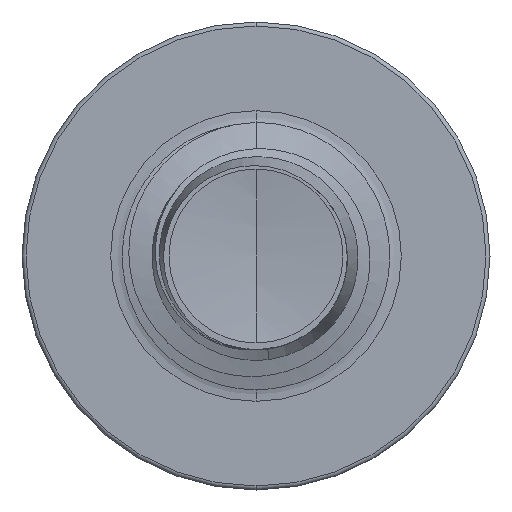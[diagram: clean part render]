
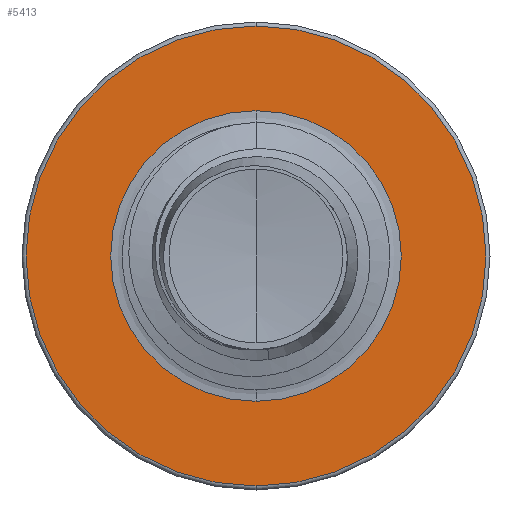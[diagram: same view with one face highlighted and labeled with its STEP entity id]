
A CAD part, front view. The second image highlights one B-rep face of the part: STEP entity #5413.
In plain terms, the highlighted planar face has unit normal (0, -1, 0).
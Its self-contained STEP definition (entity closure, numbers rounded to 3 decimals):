
#444 = FACE_BOUND ( 'NONE', #6948, .T. ) ;
#608 = CIRCLE ( 'NONE', #7595, 2.174 ) ;
#687 = DIRECTION ( 'NONE',  ( 0., 0., 1. ) ) ;
#704 = DIRECTION ( 'NONE',  ( 0., 1., 0. ) ) ;
#715 = CARTESIAN_POINT ( 'NONE',  ( 0., 3., 0. ) ) ;
#750 = CIRCLE ( 'NONE', #7582, 3.44 ) ;
#1065 = FACE_OUTER_BOUND ( 'NONE', #8996, .T. ) ;
#1111 = EDGE_CURVE ( 'NONE', #5353, #4808, #1239, .T. ) ;
#1239 = CIRCLE ( 'NONE', #7821, 3.44 ) ;
#1556 = CARTESIAN_POINT ( 'NONE',  ( 0., 3., 2.174 ) ) ;
#1830 = CARTESIAN_POINT ( 'NONE',  ( 0., 3., 0. ) ) ;
#1949 = VERTEX_POINT ( 'NONE', #1556 ) ;
#2057 = ORIENTED_EDGE ( 'NONE', *, *, #2198, .T. ) ;
#2149 = VERTEX_POINT ( 'NONE', #9845 ) ;
#2198 = EDGE_CURVE ( 'NONE', #1949, #2149, #608, .T. ) ;
#2215 = EDGE_CURVE ( 'NONE', #4808, #5353, #750, .T. ) ;
#2805 = DIRECTION ( 'NONE',  ( 0., 0., 1. ) ) ;
#2850 = DIRECTION ( 'NONE',  ( 0., 0., 1. ) ) ;
#3512 = CARTESIAN_POINT ( 'NONE',  ( 0., 3., -2.174 ) ) ;
#3701 = AXIS2_PLACEMENT_3D ( 'NONE', #1830, #7538, #2805 ) ;
#4670 = PLANE ( 'NONE',  #5565 ) ;
#4808 = VERTEX_POINT ( 'NONE', #8164 ) ;
#5353 = VERTEX_POINT ( 'NONE', #10006 ) ;
#5413 = ADVANCED_FACE ( 'NONE', ( #1065, #444 ), #4670, .F. ) ;
#5565 = AXIS2_PLACEMENT_3D ( 'NONE', #3512, #10033, #2850 ) ;
#6948 = EDGE_LOOP ( 'NONE', ( #2057, #8859 ) ) ;
#7538 = DIRECTION ( 'NONE',  ( 0., 1., 0. ) ) ;
#7582 = AXIS2_PLACEMENT_3D ( 'NONE', #8618, #8469, #8439 ) ;
#7595 = AXIS2_PLACEMENT_3D ( 'NONE', #9628, #9572, #9569 ) ;
#7821 = AXIS2_PLACEMENT_3D ( 'NONE', #715, #704, #687 ) ;
#8164 = CARTESIAN_POINT ( 'NONE',  ( 0., 3., -3.44 ) ) ;
#8219 = EDGE_CURVE ( 'NONE', #2149, #1949, #8306, .T. ) ;
#8306 = CIRCLE ( 'NONE', #3701, 2.174 ) ;
#8439 = DIRECTION ( 'NONE',  ( 0., 0., 1. ) ) ;
#8441 = ORIENTED_EDGE ( 'NONE', *, *, #1111, .F. ) ;
#8469 = DIRECTION ( 'NONE',  ( 0., 1., 0. ) ) ;
#8618 = CARTESIAN_POINT ( 'NONE',  ( 0., 3., 0. ) ) ;
#8859 = ORIENTED_EDGE ( 'NONE', *, *, #8219, .T. ) ;
#8996 = EDGE_LOOP ( 'NONE', ( #8441, #9830 ) ) ;
#9569 = DIRECTION ( 'NONE',  ( 0., 0., 1. ) ) ;
#9572 = DIRECTION ( 'NONE',  ( 0., 1., 0. ) ) ;
#9628 = CARTESIAN_POINT ( 'NONE',  ( 0., 3., 0. ) ) ;
#9830 = ORIENTED_EDGE ( 'NONE', *, *, #2215, .F. ) ;
#9845 = CARTESIAN_POINT ( 'NONE',  ( 0., 3., -2.174 ) ) ;
#10006 = CARTESIAN_POINT ( 'NONE',  ( 0., 3., 3.44 ) ) ;
#10033 = DIRECTION ( 'NONE',  ( 0., 1., 0. ) ) ;
